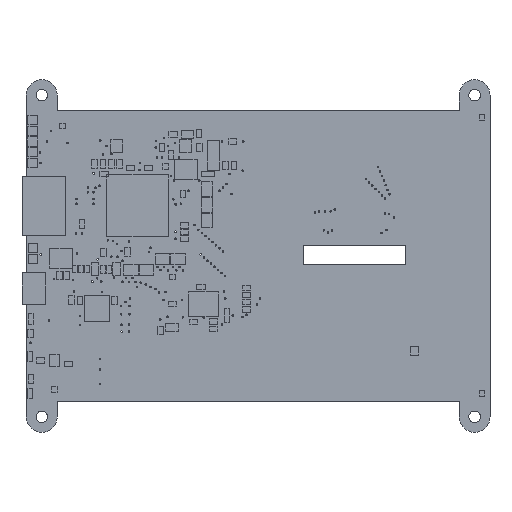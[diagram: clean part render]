
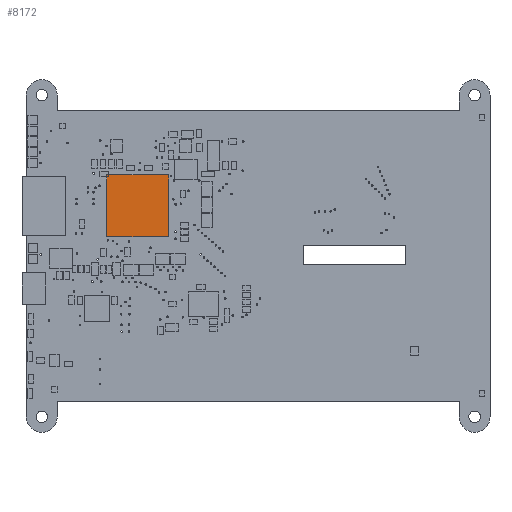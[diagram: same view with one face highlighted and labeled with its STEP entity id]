
A CAD part, top view. The second image highlights one B-rep face of the part: STEP entity #8172.
In plain terms, the highlighted planar face has unit normal (0, 0, 1).
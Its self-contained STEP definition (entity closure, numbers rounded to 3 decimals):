
#914=PLANE('',#9314);
#1295=FACE_OUTER_BOUND('',#2094,.T.);
#2094=EDGE_LOOP('',(#6977,#6978,#6979,#6980));
#2525=LINE('',#13535,#3084);
#2528=LINE('',#13541,#3087);
#2531=LINE('',#13547,#3090);
#2534=LINE('',#13551,#3093);
#3084=VECTOR('',#11277,10.);
#3087=VECTOR('',#11282,10.);
#3090=VECTOR('',#11287,10.);
#3093=VECTOR('',#11292,10.);
#4284=VERTEX_POINT('',#13532);
#4285=VERTEX_POINT('',#13534);
#4287=VERTEX_POINT('',#13540);
#4289=VERTEX_POINT('',#13546);
#5205=EDGE_CURVE('',#4285,#4284,#2525,.T.);
#5208=EDGE_CURVE('',#4287,#4285,#2528,.T.);
#5211=EDGE_CURVE('',#4289,#4287,#2531,.T.);
#5214=EDGE_CURVE('',#4284,#4289,#2534,.T.);
#6977=ORIENTED_EDGE('',*,*,#5214,.T.);
#6978=ORIENTED_EDGE('',*,*,#5211,.T.);
#6979=ORIENTED_EDGE('',*,*,#5208,.T.);
#6980=ORIENTED_EDGE('',*,*,#5205,.T.);
#8172=ADVANCED_FACE('',(#1295),#914,.T.);
#9314=AXIS2_PLACEMENT_3D('',#13552,#11293,#11294);
#11277=DIRECTION('',(-1.,0.,0.));
#11282=DIRECTION('',(0.,1.,0.));
#11287=DIRECTION('',(1.,0.,0.));
#11292=DIRECTION('',(0.,-1.,0.));
#11293=DIRECTION('center_axis',(0.,0.,1.));
#11294=DIRECTION('ref_axis',(1.,0.,0.));
#13532=CARTESIAN_POINT('',(-8.12,8.,0.1));
#13534=CARTESIAN_POINT('',(8.,8.,0.1));
#13535=CARTESIAN_POINT('',(8.,8.,0.1));
#13540=CARTESIAN_POINT('',(8.,-8.12,0.1));
#13541=CARTESIAN_POINT('',(8.,-8.12,0.1));
#13546=CARTESIAN_POINT('',(-8.12,-8.12,0.1));
#13547=CARTESIAN_POINT('',(-8.12,-8.12,0.1));
#13551=CARTESIAN_POINT('',(-8.12,8.,0.1));
#13552=CARTESIAN_POINT('Origin',(-0.06,-0.06,
0.1));
